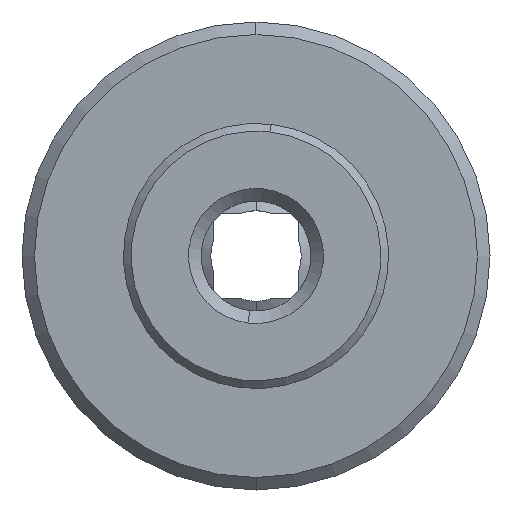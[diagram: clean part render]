
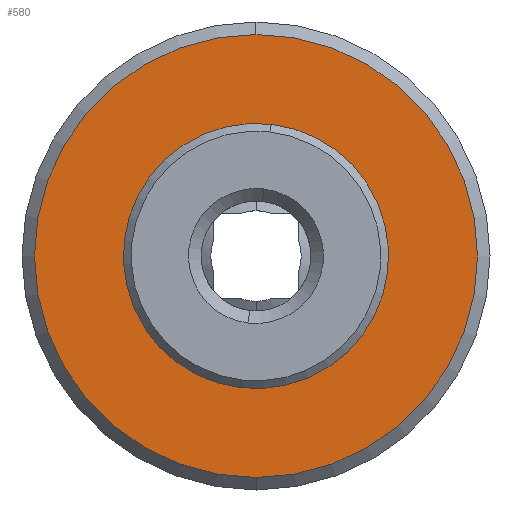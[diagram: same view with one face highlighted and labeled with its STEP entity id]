
A CAD part, left-side view. The second image highlights one B-rep face of the part: STEP entity #580.
In plain terms, the highlighted planar face has unit normal (-1, 0, 0).
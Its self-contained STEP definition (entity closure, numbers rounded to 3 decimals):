
#59 = CARTESIAN_POINT ( 'NONE',  ( 0., 0., -6.25 ) ) ;
#272 = AXIS2_PLACEMENT_3D ( 'NONE', #1974, #1976, #1981 ) ;
#277 = AXIS2_PLACEMENT_3D ( 'NONE', #1954, #1957, #1961 ) ;
#296 = AXIS2_PLACEMENT_3D ( 'NONE', #1810, #1813, #1817 ) ;
#317 = AXIS2_PLACEMENT_3D ( 'NONE', #1755, #1756, #1759 ) ;
#396 = CARTESIAN_POINT ( 'NONE',  ( 0., 14.2, 0. ) ) ;
#402 = PLANE ( 'NONE',  #1165 ) ;
#421 = DIRECTION ( 'NONE',  ( -1., 0., 0. ) ) ;
#428 = DIRECTION ( 'NONE',  ( 0., 0., 1. ) ) ;
#580 = ADVANCED_FACE ( 'NONE', ( #2299, #2296 ), #402, .T. ) ;
#759 = CARTESIAN_POINT ( 'NONE',  ( 0., 0., 6.25 ) ) ;
#848 = CARTESIAN_POINT ( 'NONE',  ( 0., 0., -14.2 ) ) ;
#970 = EDGE_LOOP ( 'NONE', ( #2132, #2124 ) ) ;
#1044 = CARTESIAN_POINT ( 'NONE',  ( 0., 0., 14.2 ) ) ;
#1165 = AXIS2_PLACEMENT_3D ( 'NONE', #396, #421, #428 ) ;
#1417 = EDGE_CURVE ( 'NONE', #2546, #2503, #1862, .T. ) ;
#1436 = EDGE_CURVE ( 'NONE', #1851, #1943, #1844, .T. ) ;
#1461 = EDGE_CURVE ( 'NONE', #1943, #1851, #1820, .T. ) ;
#1468 = EDGE_CURVE ( 'NONE', #2503, #2546, #1809, .T. ) ;
#1755 = CARTESIAN_POINT ( 'NONE',  ( 0., 0., 0. ) ) ;
#1756 = DIRECTION ( 'NONE',  ( 1., 0., 0. ) ) ;
#1759 = DIRECTION ( 'NONE',  ( 0., 0., -1. ) ) ;
#1809 = CIRCLE ( 'NONE', #272, 14.2 ) ;
#1810 = CARTESIAN_POINT ( 'NONE',  ( 0., 0., 0. ) ) ;
#1813 = DIRECTION ( 'NONE',  ( 1., 0., 0. ) ) ;
#1817 = DIRECTION ( 'NONE',  ( 0., 0., -1. ) ) ;
#1820 = CIRCLE ( 'NONE', #277, 6.25 ) ;
#1844 = CIRCLE ( 'NONE', #296, 6.25 ) ;
#1851 = VERTEX_POINT ( 'NONE', #59 ) ;
#1862 = CIRCLE ( 'NONE', #317, 14.2 ) ;
#1943 = VERTEX_POINT ( 'NONE', #759 ) ;
#1954 = CARTESIAN_POINT ( 'NONE',  ( 0., 0., 0. ) ) ;
#1957 = DIRECTION ( 'NONE',  ( 1., 0., 0. ) ) ;
#1961 = DIRECTION ( 'NONE',  ( 0., 0., -1. ) ) ;
#1974 = CARTESIAN_POINT ( 'NONE',  ( 0., 0., 0. ) ) ;
#1976 = DIRECTION ( 'NONE',  ( 1., 0., 0. ) ) ;
#1981 = DIRECTION ( 'NONE',  ( 0., 0., -1. ) ) ;
#2007 = EDGE_LOOP ( 'NONE', ( #2115, #2084 ) ) ;
#2084 = ORIENTED_EDGE ( 'NONE', *, *, #1468, .F. ) ;
#2115 = ORIENTED_EDGE ( 'NONE', *, *, #1417, .F. ) ;
#2124 = ORIENTED_EDGE ( 'NONE', *, *, #1461, .T. ) ;
#2132 = ORIENTED_EDGE ( 'NONE', *, *, #1436, .T. ) ;
#2296 = FACE_OUTER_BOUND ( 'NONE', #2007, .T. ) ;
#2299 = FACE_BOUND ( 'NONE', #970, .T. ) ;
#2503 = VERTEX_POINT ( 'NONE', #1044 ) ;
#2546 = VERTEX_POINT ( 'NONE', #848 ) ;
